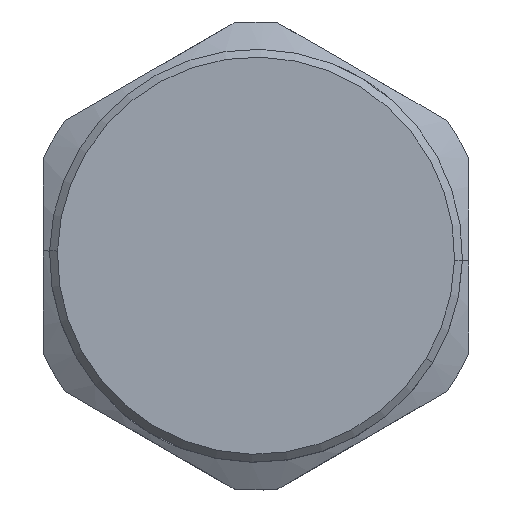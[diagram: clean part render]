
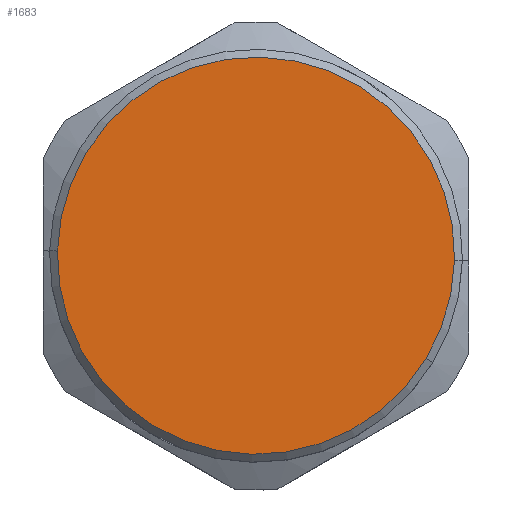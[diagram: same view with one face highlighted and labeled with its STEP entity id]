
A CAD part, top view. The second image highlights one B-rep face of the part: STEP entity #1683.
In plain terms, the highlighted planar face has unit normal (0, 0, 1).
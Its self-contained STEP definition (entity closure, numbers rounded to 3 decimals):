
#1471=AXIS2_PLACEMENT_3D('Circle Axis2P3D',#1469,#1470,$) ;
#1489=AXIS2_PLACEMENT_3D('Circle Axis2P3D',#1487,#1488,$) ;
#1593=AXIS2_PLACEMENT_3D('Circle Axis2P3D',#1591,#1592,$) ;
#1676=AXIS2_PLACEMENT_3D('Plane Axis2P3D',#1673,#1674,#1675) ;
#1459=CARTESIAN_POINT('Vertex',(24.288,8.34,22.)) ;
#1466=CARTESIAN_POINT('Vertex',(26.096,14.553,22.)) ;
#1469=CARTESIAN_POINT('Axis2P3D Location',(13.5,14.85,22.)) ;
#1487=CARTESIAN_POINT('Axis2P3D Location',(13.5,14.85,22.)) ;
#1491=CARTESIAN_POINT('Vertex',(0.904,15.147,22.)) ;
#1591=CARTESIAN_POINT('Axis2P3D Location',(13.5,14.85,22.)) ;
#1673=CARTESIAN_POINT('Axis2P3D Location',(24.845,8.3,22.)) ;
#1470=DIRECTION('Axis2P3D Direction',(0.,0.,-1.)) ;
#1488=DIRECTION('Axis2P3D Direction',(0.,0.,-1.)) ;
#1592=DIRECTION('Axis2P3D Direction',(0.,0.,-1.)) ;
#1674=DIRECTION('Axis2P3D Direction',(0.,0.,1.)) ;
#1675=DIRECTION('Axis2P3D XDirection',(-0.866,0.5,0.)) ;
#1679=ORIENTED_EDGE('',*,*,#1493,.T.) ;
#1680=ORIENTED_EDGE('',*,*,#1473,.T.) ;
#1681=ORIENTED_EDGE('',*,*,#1595,.T.) ;
#1683=ADVANCED_FACE('K\X2\00F6\X0\rper.1',(#1682),#1677,.T.) ;
#1472=CIRCLE('generated circle',#1471,12.6) ;
#1490=CIRCLE('generated circle',#1489,12.6) ;
#1594=CIRCLE('generated circle',#1593,12.6) ;
#1473=EDGE_CURVE('',#1460,#1467,#1472,.F.) ;
#1493=EDGE_CURVE('',#1492,#1460,#1490,.F.) ;
#1595=EDGE_CURVE('',#1467,#1492,#1594,.F.) ;
#1678=EDGE_LOOP('',(#1679,#1680,#1681)) ;
#1682=FACE_OUTER_BOUND('',#1678,.T.) ;
#1677=PLANE('',#1676) ;
#1460=VERTEX_POINT('',#1459) ;
#1467=VERTEX_POINT('',#1466) ;
#1492=VERTEX_POINT('',#1491) ;
